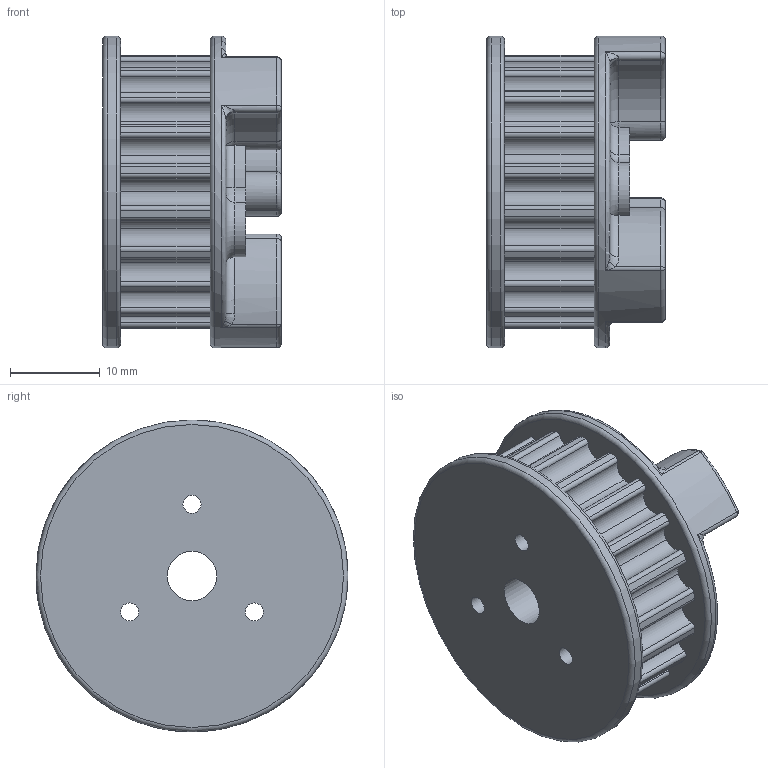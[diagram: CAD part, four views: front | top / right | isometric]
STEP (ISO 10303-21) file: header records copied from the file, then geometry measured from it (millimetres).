
FILE_DESCRIPTION(/* description */ (''),/* implementation_level */ '2;1');
FILE_NAME(/* name */ 'Simple Vert4_weapon_pulley_orangeflash v1.step',/* time_stamp */ '2022-12-15T21:28:24-05:00',/* author */ (''),/* organization */ (''),/* preprocessor_version */ 'ST-DEVELOPER v19.2',/* originating_system */ 'Autodesk Translation Framework v11.17.0.187',/* authorisation */ '');
FILE_SCHEMA (('AUTOMOTIVE_DESIGN { 1 0 10303 214 3 1 1 }'));
Length unit declared in the file: millimetre
Products named in the file (1): Simple Vert4_weapon_pulley_orangeflash
Bounding box: 19.93 x 34.75 x 34.75 mm (x, y, z)
Volume: 10946.1 mm3; surface area: 5440.2 mm2
Topology: 1 solids, 1 shells, 196 faces, 520 edges, 323 vertices
Faces by surface type: cylinder 131, torus 36, bspline 12, plane 11, sphere 6
Full cylindrical faces by diameter (mm): 2.013 x3, 5.5 x1, 9.5 x1, 34.75 x2
Entity records: 6623 total; most frequent: CARTESIAN_POINT 1518, DIRECTION 1207, ORIENTED_EDGE 1028, AXIS2_PLACEMENT_3D 535, EDGE_CURVE 514, CIRCLE 350, VERTEX_POINT 323, EDGE_LOOP 207
